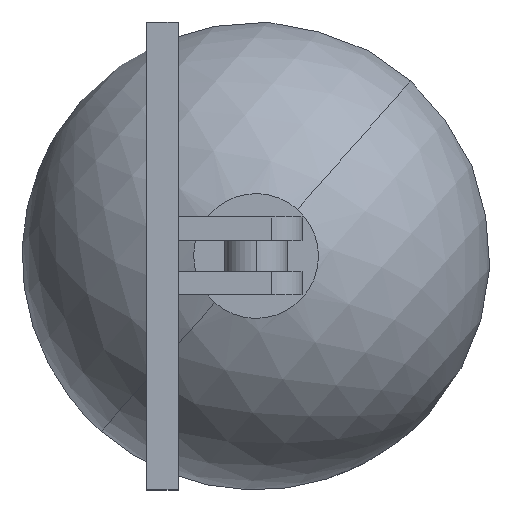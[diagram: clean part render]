
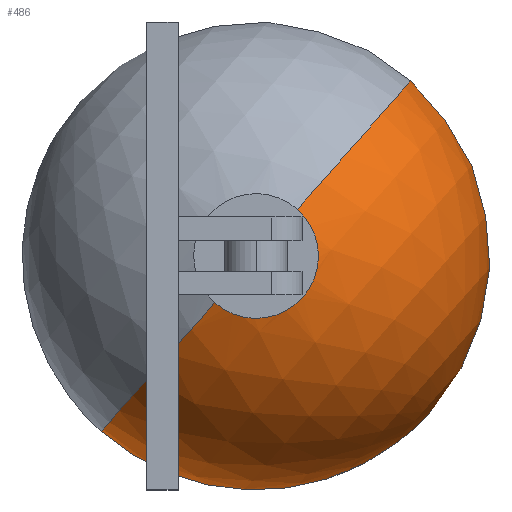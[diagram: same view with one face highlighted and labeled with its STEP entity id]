
A CAD part, left-side view. The second image highlights one B-rep face of the part: STEP entity #486.
In plain terms, the highlighted spherical face has radius 75 mm.
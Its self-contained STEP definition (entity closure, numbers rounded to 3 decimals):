
#4 = ORIENTED_EDGE ( 'NONE', *, *, #626, .F. ) ;
#17 = CARTESIAN_POINT ( 'NONE',  ( 0., 72.284, 0. ) ) ;
#27 = CARTESIAN_POINT ( 'NONE',  ( 0., 0., 0. ) ) ;
#42 = DIRECTION ( 'NONE',  ( 0., 0., -1. ) ) ;
#57 = AXIS2_PLACEMENT_3D ( 'NONE', #262, #569, #1009 ) ;
#126 = VERTEX_POINT ( 'NONE', #731 ) ;
#127 = ORIENTED_EDGE ( 'NONE', *, *, #1041, .F. ) ;
#161 = VERTEX_POINT ( 'NONE', #395 ) ;
#242 = AXIS2_PLACEMENT_3D ( 'NONE', #27, #42, #368 ) ;
#247 = SPHERICAL_SURFACE ( 'NONE', #242, 75. ) ;
#262 = CARTESIAN_POINT ( 'NONE',  ( 0., 72.284, 0. ) ) ;
#368 = DIRECTION ( 'NONE',  ( 1., 0., 0. ) ) ;
#375 = ORIENTED_EDGE ( 'NONE', *, *, #431, .T. ) ;
#395 = CARTESIAN_POINT ( 'NONE',  ( 0., -75., 0. ) ) ;
#399 = CIRCLE ( 'NONE', #1404, 75. ) ;
#431 = EDGE_CURVE ( 'NONE', #161, #1276, #1235, .T. ) ;
#453 = DIRECTION ( 'NONE',  ( 0., 1., 0. ) ) ;
#459 = DIRECTION ( 'NONE',  ( 0., 0., -1. ) ) ;
#486 = ADVANCED_FACE ( 'NONE', ( #694 ), #247, .T. ) ;
#529 = VERTEX_POINT ( 'NONE', #1013 ) ;
#560 = CARTESIAN_POINT ( 'NONE',  ( 0., 0., 0. ) ) ;
#566 = DIRECTION ( 'NONE',  ( 0., 0., 1. ) ) ;
#569 = DIRECTION ( 'NONE',  ( 0., 1., 0. ) ) ;
#610 = AXIS2_PLACEMENT_3D ( 'NONE', #560, #459, #1350 ) ;
#621 = CARTESIAN_POINT ( 'NONE',  ( -20., 72.284, 0. ) ) ;
#626 = EDGE_CURVE ( 'NONE', #126, #1276, #657, .T. ) ;
#657 = CIRCLE ( 'NONE', #1028, 20. ) ;
#671 = EDGE_LOOP ( 'NONE', ( #729, #375, #4, #127 ) ) ;
#694 = FACE_OUTER_BOUND ( 'NONE', #671, .T. ) ;
#729 = ORIENTED_EDGE ( 'NONE', *, *, #886, .F. ) ;
#731 = CARTESIAN_POINT ( 'NONE',  ( 0., 72.284, -20. ) ) ;
#792 = CARTESIAN_POINT ( 'NONE',  ( 0., 0., 0. ) ) ;
#886 = EDGE_CURVE ( 'NONE', #161, #529, #399, .T. ) ;
#1009 = DIRECTION ( 'NONE',  ( 0., 0., -1. ) ) ;
#1013 = CARTESIAN_POINT ( 'NONE',  ( 20., 72.284, 0. ) ) ;
#1028 = AXIS2_PLACEMENT_3D ( 'NONE', #17, #453, #1344 ) ;
#1041 = EDGE_CURVE ( 'NONE', #529, #126, #1171, .T. ) ;
#1171 = CIRCLE ( 'NONE', #57, 20. ) ;
#1235 = CIRCLE ( 'NONE', #610, 75. ) ;
#1236 = DIRECTION ( 'NONE',  ( 1., 0., 0. ) ) ;
#1276 = VERTEX_POINT ( 'NONE', #621 ) ;
#1344 = DIRECTION ( 'NONE',  ( 0., 0., -1. ) ) ;
#1350 = DIRECTION ( 'NONE',  ( -1., 0., 0. ) ) ;
#1404 = AXIS2_PLACEMENT_3D ( 'NONE', #792, #566, #1236 ) ;
